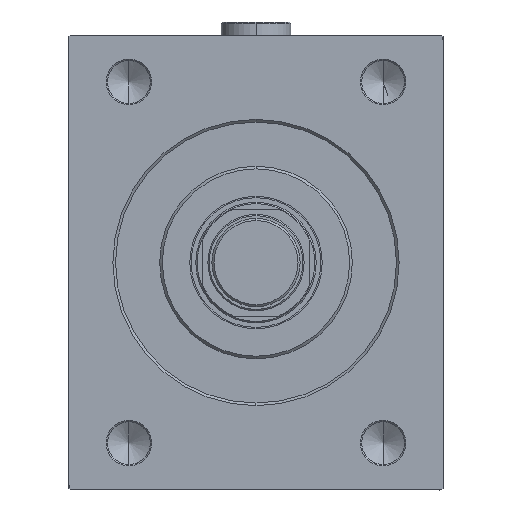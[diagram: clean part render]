
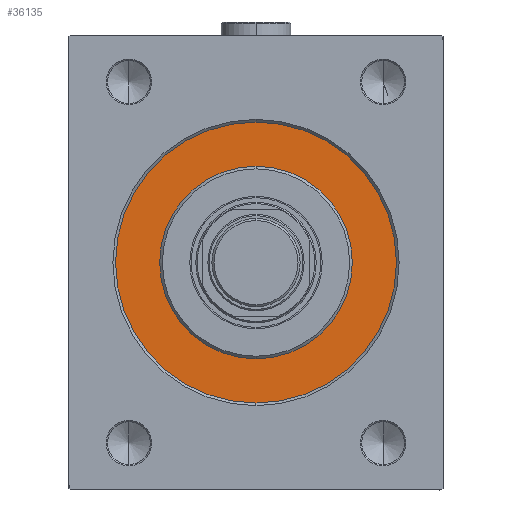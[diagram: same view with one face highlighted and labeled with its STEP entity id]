
A CAD part, left-side view. The second image highlights one B-rep face of the part: STEP entity #36135.
In plain terms, the highlighted face is planar.
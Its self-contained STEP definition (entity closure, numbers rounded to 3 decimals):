
#1070 = EDGE_CURVE ( 'NONE', #16202, #7800, #1252, .T. ) ;
#1252 = CIRCLE ( 'NONE', #43757, 52.5 ) ;
#2483 = CARTESIAN_POINT ( 'NONE',  ( 0., 0., -36. ) ) ;
#7800 = VERTEX_POINT ( 'NONE', #21198 ) ;
#8626 = DIRECTION ( 'NONE',  ( 1., 0., 0. ) ) ;
#8860 = DIRECTION ( 'NONE',  ( 0., 0., -1. ) ) ;
#9577 = ORIENTED_EDGE ( 'NONE', *, *, #32847, .F. ) ;
#11321 = DIRECTION ( 'NONE',  ( -1., 0., 0. ) ) ;
#14425 = VERTEX_POINT ( 'NONE', #2483 ) ;
#14499 = CARTESIAN_POINT ( 'NONE',  ( 0., 0., 0. ) ) ;
#14797 = CIRCLE ( 'NONE', #20781, 36. ) ;
#16202 = VERTEX_POINT ( 'NONE', #25097 ) ;
#16358 = DIRECTION ( 'NONE',  ( 0., 0., 1. ) ) ;
#18747 = CIRCLE ( 'NONE', #34397, 52.5 ) ;
#18856 = CIRCLE ( 'NONE', #28429, 36. ) ;
#19421 = EDGE_LOOP ( 'NONE', ( #19799, #9577 ) ) ;
#19799 = ORIENTED_EDGE ( 'NONE', *, *, #42340, .F. ) ;
#19874 = CARTESIAN_POINT ( 'NONE',  ( 0., 0., 0. ) ) ;
#20781 = AXIS2_PLACEMENT_3D ( 'NONE', #27478, #8626, #8860 ) ;
#21198 = CARTESIAN_POINT ( 'NONE',  ( 0., 0., 52.5 ) ) ;
#22497 = VERTEX_POINT ( 'NONE', #24223 ) ;
#23309 = DIRECTION ( 'NONE',  ( 0., 0., 1. ) ) ;
#24223 = CARTESIAN_POINT ( 'NONE',  ( 0., 0., 36. ) ) ;
#25097 = CARTESIAN_POINT ( 'NONE',  ( 0., 0., -52.5 ) ) ;
#27478 = CARTESIAN_POINT ( 'NONE',  ( 0., 0., 0. ) ) ;
#28429 = AXIS2_PLACEMENT_3D ( 'NONE', #14499, #32705, #32007 ) ;
#29344 = ORIENTED_EDGE ( 'NONE', *, *, #42455, .F. ) ;
#30152 = EDGE_LOOP ( 'NONE', ( #30893, #29344 ) ) ;
#30741 = FACE_OUTER_BOUND ( 'NONE', #30152, .T. ) ;
#30893 = ORIENTED_EDGE ( 'NONE', *, *, #1070, .F. ) ;
#31194 = FACE_BOUND ( 'NONE', #19421, .T. ) ;
#32007 = DIRECTION ( 'NONE',  ( 0., 0., -1. ) ) ;
#32705 = DIRECTION ( 'NONE',  ( 1., 0., 0. ) ) ;
#32847 = EDGE_CURVE ( 'NONE', #14425, #22497, #14797, .T. ) ;
#34245 = CARTESIAN_POINT ( 'NONE',  ( 0., 0., 0. ) ) ;
#34397 = AXIS2_PLACEMENT_3D ( 'NONE', #19874, #44399, #16358 ) ;
#35613 = DIRECTION ( 'NONE',  ( 0., 0., 1. ) ) ;
#36135 = ADVANCED_FACE ( 'NONE', ( #31194, #30741 ), #38451, .F. ) ;
#36537 = AXIS2_PLACEMENT_3D ( 'NONE', #34245, #45453, #23309 ) ;
#38451 = PLANE ( 'NONE',  #36537 ) ;
#42340 = EDGE_CURVE ( 'NONE', #22497, #14425, #18856, .T. ) ;
#42455 = EDGE_CURVE ( 'NONE', #7800, #16202, #18747, .T. ) ;
#43329 = CARTESIAN_POINT ( 'NONE',  ( 0., 0., 0. ) ) ;
#43757 = AXIS2_PLACEMENT_3D ( 'NONE', #43329, #11321, #35613 ) ;
#44399 = DIRECTION ( 'NONE',  ( -1., 0., 0. ) ) ;
#45453 = DIRECTION ( 'NONE',  ( -1., 0., 0. ) ) ;
